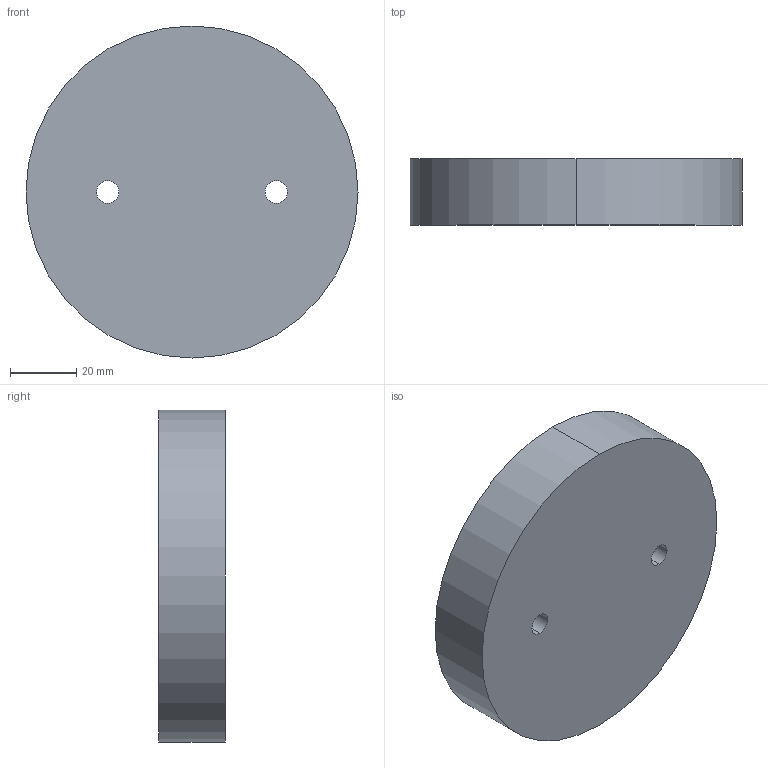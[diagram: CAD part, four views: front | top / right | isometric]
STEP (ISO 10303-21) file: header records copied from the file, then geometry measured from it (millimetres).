
FILE_DESCRIPTION (( 'STEP AP214' ), '1' );
FILE_NAME ('CNC Training Part.STEP', '2020-08-24T16:20:11', ( '' ), ( '' ), 'SwSTEP 2.0', 'SolidWorks 2019', '' );
FILE_SCHEMA (( 'AUTOMOTIVE_DESIGN' ));
Length unit declared in the file: inch
Products named in the file (1): CNC Training Part
Bounding box: 100 x 20 x 100 mm (x, y, z)
Volume: 127856.9 mm3; surface area: 27375.6 mm2
Topology: 1 solids, 1 shells, 54 faces, 150 edges, 100 vertices
Faces by surface type: plane 32, bspline 16, cylinder 6
Entity records: 1863 total; most frequent: CARTESIAN_POINT 513, ORIENTED_EDGE 300, DIRECTION 208, EDGE_CURVE 150, LINE 106, VECTOR 106, VERTEX_POINT 100, EDGE_LOOP 60
